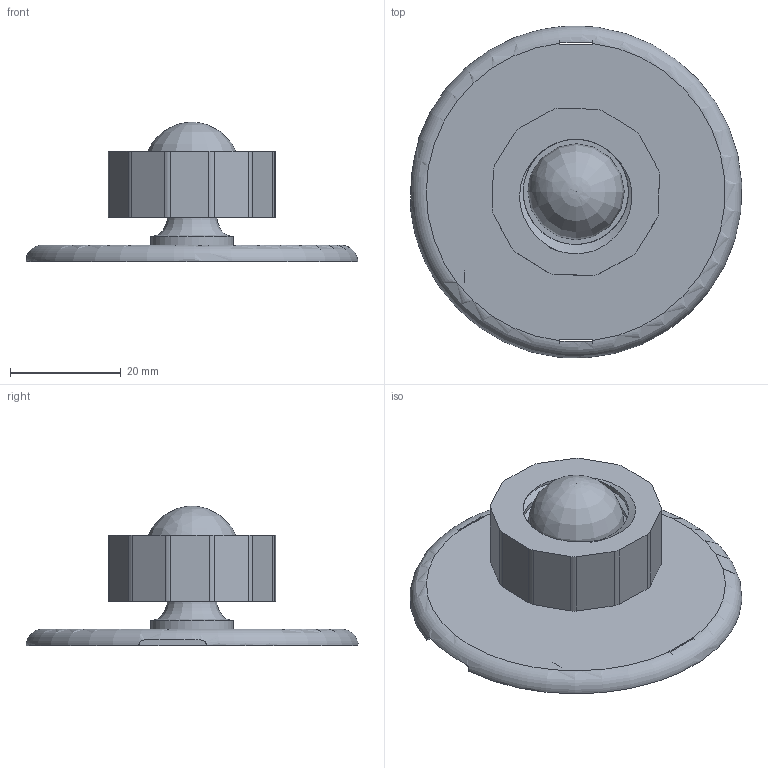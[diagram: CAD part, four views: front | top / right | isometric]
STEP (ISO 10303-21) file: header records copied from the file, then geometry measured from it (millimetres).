
FILE_DESCRIPTION(/* description */ (''),/* implementation_level */ '2;1');
FILE_NAME(/* name */ '',/* time_stamp */ '2024-10-26T22:38:57+08:00',/* author */ (''),/* organization */ (''),/* preprocessor_version */ 'ST-DEVELOPER v20',/* originating_system */ 'Autodesk Translation Framework v13.20.0.188',/* authorisation */ '');
FILE_SCHEMA (('AUTOMOTIVE_DESIGN { 1 0 10303 214 3 1 1 }','PROCESS_PLANNING_SCHEMA'));
Length unit declared in the file: millimetre
Products named in the file (4): 盖子2; 连接螺母; 连接球; 盖子 (1)
Assembly tree (3 placements, depth 2):
  盖子2
    连接螺母
    连接球
    盖子 (1)
Bounding box: 59.85 x 59.95 x 25.2 mm (x, y, z)
Volume: 16443.7 mm3; surface area: 10845.3 mm2
Topology: 3 solids, 3 shells, 76 faces, 213 edges, 140 vertices
Faces by surface type: plane 41, cylinder 29, bspline 4, cone 1, torus 1
Full cylindrical faces by diameter (mm): 5 x1, 15 x1, 19.002 x2, 22.339 x3
Entity records: 3990 total; most frequent: CARTESIAN_POINT 1938, ORIENTED_EDGE 424, DIRECTION 388, EDGE_CURVE 212, VERTEX_POINT 140, AXIS2_PLACEMENT_3D 134, LINE 120, VECTOR 120
